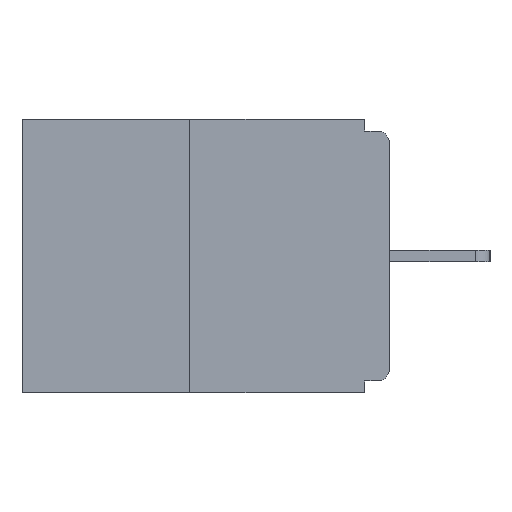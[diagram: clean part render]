
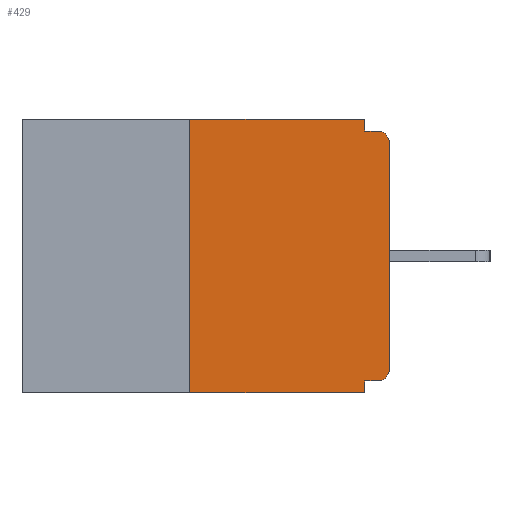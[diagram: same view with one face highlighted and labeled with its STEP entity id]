
A CAD part, left-side view. The second image highlights one B-rep face of the part: STEP entity #429.
In plain terms, the highlighted planar face has unit normal (-1, 0, 0).
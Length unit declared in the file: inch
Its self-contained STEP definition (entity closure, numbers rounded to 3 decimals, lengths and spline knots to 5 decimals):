
#62 = ORIENTED_EDGE ( 'NONE', *, *, #20519, .F. ) ;
#193 = VECTOR ( 'NONE', #8154, 39.37008 ) ;
#429 = ADVANCED_FACE ( 'NONE', ( #25986 ), #3686, .F. ) ;
#644 = VERTEX_POINT ( 'NONE', #24775 ) ;
#842 = EDGE_CURVE ( 'NONE', #9867, #26953, #17443, .T. ) ;
#1094 = CARTESIAN_POINT ( 'NONE',  ( 0., 0.031, -0.015 ) ) ;
#1369 = CARTESIAN_POINT ( 'NONE',  ( 0., 0.25, 0. ) ) ;
#1595 = DIRECTION ( 'NONE',  ( 0., 0., -1. ) ) ;
#1794 = DIRECTION ( 'NONE',  ( 0., 0., -1. ) ) ;
#2067 = VECTOR ( 'NONE', #24695, 39.37008 ) ;
#2375 = CARTESIAN_POINT ( 'NONE',  ( 0., 0.015, -0.015 ) ) ;
#2907 = DIRECTION ( 'NONE',  ( 0., 0., -1. ) ) ;
#2999 = DIRECTION ( 'NONE',  ( 1., 0., 0. ) ) ;
#3686 = PLANE ( 'NONE',  #22633 ) ;
#3869 = VERTEX_POINT ( 'NONE', #8172 ) ;
#3981 = CARTESIAN_POINT ( 'NONE',  ( 0., 0.031, -0.343 ) ) ;
#4898 = EDGE_CURVE ( 'NONE', #10582, #16910, #8510, .T. ) ;
#5080 = EDGE_CURVE ( 'NONE', #644, #9867, #15205, .T. ) ;
#5091 = AXIS2_PLACEMENT_3D ( 'NONE', #26974, #14432, #1595 ) ;
#5886 = AXIS2_PLACEMENT_3D ( 'NONE', #10899, #10751, #10814 ) ;
#5944 = CARTESIAN_POINT ( 'NONE',  ( 0., 0., -0.03 ) ) ;
#6761 = DIRECTION ( 'NONE',  ( 0., 0., 1. ) ) ;
#6834 = ORIENTED_EDGE ( 'NONE', *, *, #27296, .T. ) ;
#7061 = CARTESIAN_POINT ( 'NONE',  ( 0., 0.46, 0. ) ) ;
#7134 = ORIENTED_EDGE ( 'NONE', *, *, #12815, .F. ) ;
#7231 = CARTESIAN_POINT ( 'NONE',  ( 0., 0., 0. ) ) ;
#8024 = CIRCLE ( 'NONE', #5091, 0.015 ) ;
#8085 = EDGE_CURVE ( 'NONE', #3869, #9507, #26822, .T. ) ;
#8154 = DIRECTION ( 'NONE',  ( 0., -1., 0. ) ) ;
#8172 = CARTESIAN_POINT ( 'NONE',  ( 0., 0.015, -0.328 ) ) ;
#8510 = LINE ( 'NONE', #18784, #19187 ) ;
#8681 = EDGE_LOOP ( 'NONE', ( #62, #7134, #9475, #17861, #9153, #6834, #20210, #15220, #27027, #17215 ) ) ;
#9153 = ORIENTED_EDGE ( 'NONE', *, *, #8085, .F. ) ;
#9475 = ORIENTED_EDGE ( 'NONE', *, *, #20106, .T. ) ;
#9485 = VECTOR ( 'NONE', #6761, 39.37008 ) ;
#9507 = VERTEX_POINT ( 'NONE', #13027 ) ;
#9867 = VERTEX_POINT ( 'NONE', #5944 ) ;
#9974 = CARTESIAN_POINT ( 'NONE',  ( 0., 0.46, -0.343 ) ) ;
#10270 = CARTESIAN_POINT ( 'NONE',  ( 0., 0., -0.328 ) ) ;
#10487 = LINE ( 'NONE', #9974, #21158 ) ;
#10582 = VERTEX_POINT ( 'NONE', #26834 ) ;
#10751 = DIRECTION ( 'NONE',  ( -1., 0., 0. ) ) ;
#10814 = DIRECTION ( 'NONE',  ( 0., 0., -1. ) ) ;
#10899 = CARTESIAN_POINT ( 'NONE',  ( 0., 0.015, -0.03 ) ) ;
#10954 = DIRECTION ( 'NONE',  ( 0., 1., 0. ) ) ;
#11327 = CARTESIAN_POINT ( 'NONE',  ( 0., 0.25, 0. ) ) ;
#11346 = VERTEX_POINT ( 'NONE', #13161 ) ;
#12815 = EDGE_CURVE ( 'NONE', #16272, #21514, #19082, .T. ) ;
#13027 = CARTESIAN_POINT ( 'NONE',  ( 0., 0.031, -0.328 ) ) ;
#13161 = CARTESIAN_POINT ( 'NONE',  ( 0., 0.031, -0.343 ) ) ;
#13452 = LINE ( 'NONE', #3981, #24011 ) ;
#14432 = DIRECTION ( 'NONE',  ( -1., 0., 0. ) ) ;
#14871 = EDGE_CURVE ( 'NONE', #16910, #26953, #22260, .T. ) ;
#15205 = LINE ( 'NONE', #7231, #9485 ) ;
#15220 = ORIENTED_EDGE ( 'NONE', *, *, #842, .T. ) ;
#16272 = VERTEX_POINT ( 'NONE', #24282 ) ;
#16439 = DIRECTION ( 'NONE',  ( 0., -1., 0. ) ) ;
#16910 = VERTEX_POINT ( 'NONE', #1094 ) ;
#17215 = ORIENTED_EDGE ( 'NONE', *, *, #4898, .F. ) ;
#17443 = CIRCLE ( 'NONE', #5886, 0.015 ) ;
#17777 = EDGE_CURVE ( 'NONE', #9507, #11346, #13452, .T. ) ;
#17861 = ORIENTED_EDGE ( 'NONE', *, *, #17777, .F. ) ;
#18732 = DIRECTION ( 'NONE',  ( 0., 0., -1. ) ) ;
#18784 = CARTESIAN_POINT ( 'NONE',  ( 0., 0.031, 0. ) ) ;
#19082 = LINE ( 'NONE', #1369, #2067 ) ;
#19187 = VECTOR ( 'NONE', #18732, 39.37008 ) ;
#20106 = EDGE_CURVE ( 'NONE', #16272, #11346, #10487, .T. ) ;
#20210 = ORIENTED_EDGE ( 'NONE', *, *, #5080, .T. ) ;
#20519 = EDGE_CURVE ( 'NONE', #21514, #10582, #26658, .T. ) ;
#20739 = CARTESIAN_POINT ( 'NONE',  ( 0., 0.46, 0. ) ) ;
#20938 = CARTESIAN_POINT ( 'NONE',  ( 0., 0., -0.015 ) ) ;
#21158 = VECTOR ( 'NONE', #16439, 39.37008 ) ;
#21305 = VECTOR ( 'NONE', #10954, 39.37008 ) ;
#21514 = VERTEX_POINT ( 'NONE', #11327 ) ;
#21799 = VECTOR ( 'NONE', #21972, 39.37008 ) ;
#21972 = DIRECTION ( 'NONE',  ( 0., -1., 0. ) ) ;
#22260 = LINE ( 'NONE', #20938, #193 ) ;
#22633 = AXIS2_PLACEMENT_3D ( 'NONE', #20739, #2999, #2907 ) ;
#24011 = VECTOR ( 'NONE', #1794, 39.37008 ) ;
#24282 = CARTESIAN_POINT ( 'NONE',  ( 0., 0.25, -0.343 ) ) ;
#24695 = DIRECTION ( 'NONE',  ( 0., 0., 1. ) ) ;
#24775 = CARTESIAN_POINT ( 'NONE',  ( 0., 0., -0.313 ) ) ;
#25986 = FACE_OUTER_BOUND ( 'NONE', #8681, .T. ) ;
#26658 = LINE ( 'NONE', #7061, #21799 ) ;
#26822 = LINE ( 'NONE', #10270, #21305 ) ;
#26834 = CARTESIAN_POINT ( 'NONE',  ( 0., 0.031, 0. ) ) ;
#26953 = VERTEX_POINT ( 'NONE', #2375 ) ;
#26974 = CARTESIAN_POINT ( 'NONE',  ( 0., 0.015, -0.313 ) ) ;
#27027 = ORIENTED_EDGE ( 'NONE', *, *, #14871, .F. ) ;
#27296 = EDGE_CURVE ( 'NONE', #3869, #644, #8024, .T. ) ;
